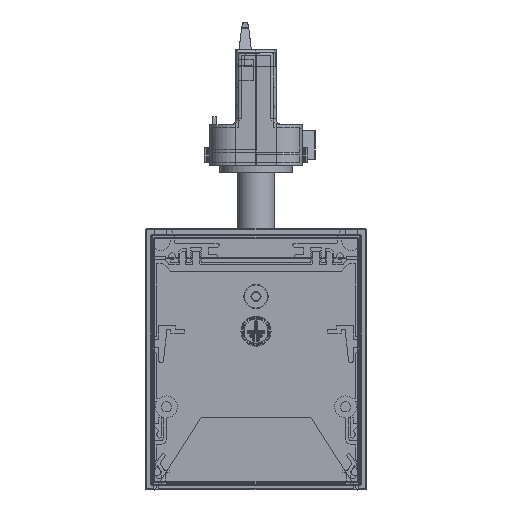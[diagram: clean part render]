
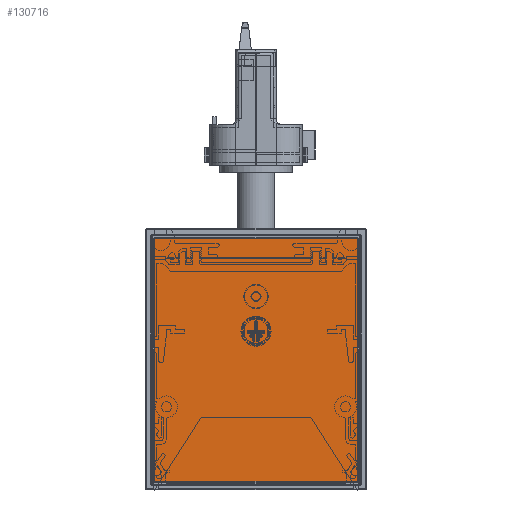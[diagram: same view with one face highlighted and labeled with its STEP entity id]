
A CAD part, front view. The second image highlights one B-rep face of the part: STEP entity #130716.
In plain terms, the highlighted planar face has unit normal (0, -1, 0).
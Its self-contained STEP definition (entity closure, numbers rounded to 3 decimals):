
#10926=LINE('',#207573,#23288);
#11186=LINE('',#210570,#23548);
#11188=LINE('',#210607,#23550);
#11190=LINE('',#210640,#23552);
#23288=VECTOR('',#161658,10.);
#23548=VECTOR('',#162848,10.);
#23550=VECTOR('',#162862,10.);
#23552=VECTOR('',#162872,10.);
#32663=PLANE('',#139735);
#38015=FACE_OUTER_BOUND('',#44826,.T.);
#44826=EDGE_LOOP('',(#104509,#104510,#104511,#104512,#104513,#104514,#104515,
#104516));
#50268=CIRCLE('',#139252,0.001);
#50273=CIRCLE('',#139258,0.001);
#50488=CIRCLE('',#139725,0.001);
#50492=CIRCLE('',#139730,0.001);
#58834=VERTEX_POINT('',#207561);
#58836=VERTEX_POINT('',#207564);
#58838=VERTEX_POINT('',#207570);
#58840=VERTEX_POINT('',#207600);
#59149=VERTEX_POINT('',#210569);
#59150=VERTEX_POINT('',#210597);
#59152=VERTEX_POINT('',#210603);
#59154=VERTEX_POINT('',#210633);
#74464=EDGE_CURVE('',#58836,#58834,#50268,.T.);
#74468=EDGE_CURVE('',#58834,#58838,#10926,.T.);
#74471=EDGE_CURVE('',#58838,#58840,#50273,.T.);
#75053=EDGE_CURVE('',#58836,#59149,#11186,.T.);
#75057=EDGE_CURVE('',#59149,#59150,#50488,.T.);
#75060=EDGE_CURVE('',#59150,#59152,#11188,.T.);
#75063=EDGE_CURVE('',#59152,#59154,#50492,.T.);
#75065=EDGE_CURVE('',#59154,#58840,#11190,.T.);
#104509=ORIENTED_EDGE('',*,*,#75065,.F.);
#104510=ORIENTED_EDGE('',*,*,#75063,.F.);
#104511=ORIENTED_EDGE('',*,*,#75060,.F.);
#104512=ORIENTED_EDGE('',*,*,#75057,.F.);
#104513=ORIENTED_EDGE('',*,*,#75053,.F.);
#104514=ORIENTED_EDGE('',*,*,#74464,.T.);
#104515=ORIENTED_EDGE('',*,*,#74468,.T.);
#104516=ORIENTED_EDGE('',*,*,#74471,.T.);
#130716=ADVANCED_FACE('',(#38015),#32663,.F.);
#139252=AXIS2_PLACEMENT_3D('',#207565,#161648,#161649);
#139258=AXIS2_PLACEMENT_3D('',#207603,#161662,#161663);
#139725=AXIS2_PLACEMENT_3D('',#210601,#162855,#162856);
#139730=AXIS2_PLACEMENT_3D('',#210637,#162867,#162868);
#139735=AXIS2_PLACEMENT_3D('',#210647,#162882,#162883);
#161648=DIRECTION('center_axis',(0.,-1.,0.));
#161649=DIRECTION('ref_axis',(0.707,0.,-0.707));
#161658=DIRECTION('',(0.,0.,1.));
#161662=DIRECTION('center_axis',(0.,-1.,0.));
#161663=DIRECTION('ref_axis',(0.707,0.,0.707));
#162848=DIRECTION('',(-1.,0.,0.));
#162855=DIRECTION('center_axis',(0.,1.,0.));
#162856=DIRECTION('ref_axis',(-0.707,0.,-0.707));
#162862=DIRECTION('',(0.,0.,1.));
#162867=DIRECTION('center_axis',(0.,1.,0.));
#162868=DIRECTION('ref_axis',(-0.707,0.,0.707));
#162872=DIRECTION('',(1.,0.,0.));
#162882=DIRECTION('center_axis',(0.,1.,0.));
#162883=DIRECTION('ref_axis',(1.,0.,0.));
#207561=CARTESIAN_POINT('',(35.008,-565.25,-77.507));
#207564=CARTESIAN_POINT('',(35.007,-565.25,-77.508));
#207565=CARTESIAN_POINT('Origin',(35.007,-565.25,-77.507));
#207570=CARTESIAN_POINT('',(35.008,-565.25,6.507));
#207573=CARTESIAN_POINT('',(35.008,-565.25,-14.4));
#207600=CARTESIAN_POINT('',(35.007,-565.25,6.508));
#207603=CARTESIAN_POINT('Origin',(35.007,-565.25,6.507));
#210569=CARTESIAN_POINT('',(-35.007,-565.25,-77.508));
#210570=CARTESIAN_POINT('',(-17.6,-565.25,-77.508));
#210597=CARTESIAN_POINT('',(-35.008,-565.25,-77.507));
#210601=CARTESIAN_POINT('Origin',(-35.007,-565.25,-77.507));
#210603=CARTESIAN_POINT('',(-35.008,-565.25,6.507));
#210607=CARTESIAN_POINT('',(-35.008,-565.25,-14.4));
#210633=CARTESIAN_POINT('',(-35.007,-565.25,6.508));
#210637=CARTESIAN_POINT('Origin',(-35.007,-565.25,6.507));
#210640=CARTESIAN_POINT('',(17.6,-565.25,6.508));
#210647=CARTESIAN_POINT('Origin',(0.,-565.25,-35.5));
